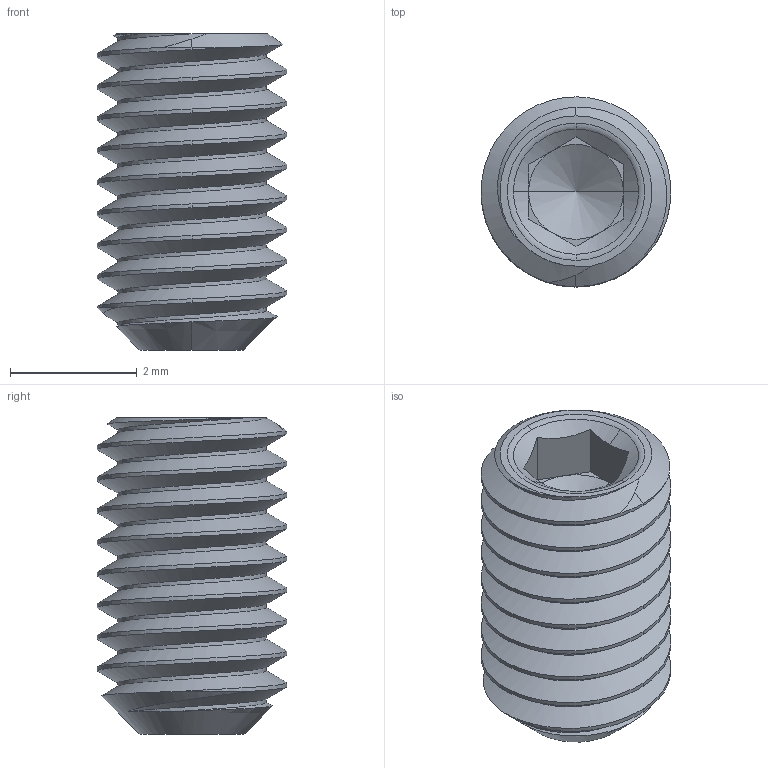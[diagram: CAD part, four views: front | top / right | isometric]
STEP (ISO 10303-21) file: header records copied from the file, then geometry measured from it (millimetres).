
FILE_DESCRIPTION (( 'STEP AP203' ), '1' );
FILE_NAME ('92015A103.step', '2013-07-12T17:00:55', ( 'Admin' ), ( 'Microsoft' ), 'SwSTEP 2.0', 'SolidWorks 2012', '' );
FILE_SCHEMA (( 'CONFIG_CONTROL_DESIGN' ));
Length unit declared in the file: millimetre
Products named in the file (1): 92015A103
Bounding box: 3 x 3 x 5 mm (x, y, z)
Volume: 24.6 mm3; surface area: 82.3 mm2
Topology: 1 solids, 1 shells, 47 faces, 127 edges, 79 vertices
Faces by surface type: cylinder 18, plane 13, cone 11, bspline 3, torus 2
Entity records: 2709 total; most frequent: CARTESIAN_POINT 1619, ORIENTED_EDGE 246, DIRECTION 177, EDGE_CURVE 123, VERTEX_POINT 79, AXIS2_PLACEMENT_3D 66, EDGE_LOOP 48, ADVANCED_FACE 47
